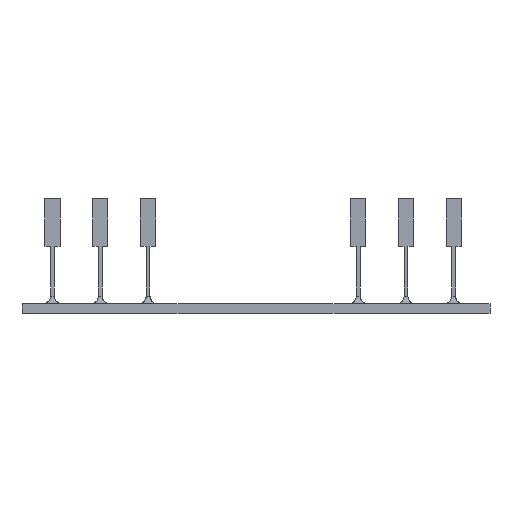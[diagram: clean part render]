
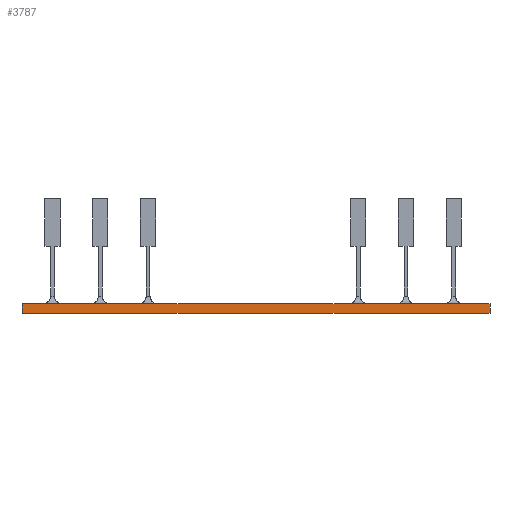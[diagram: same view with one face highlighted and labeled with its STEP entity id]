
A CAD part, front view. The second image highlights one B-rep face of the part: STEP entity #3787.
In plain terms, the highlighted planar face has unit normal (0, -1, 0).
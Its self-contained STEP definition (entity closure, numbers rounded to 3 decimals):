
#313=FACE_OUTER_BOUND('',#519,.T.);
#519=EDGE_LOOP('',(#3335,#3336,#3337,#3338));
#993=LINE('',#6077,#1473);
#1010=LINE('',#6111,#1490);
#1011=LINE('',#6113,#1491);
#1012=LINE('',#6114,#1492);
#1473=VECTOR('',#5009,10.);
#1490=VECTOR('',#5036,10.);
#1491=VECTOR('',#5039,10.);
#1492=VECTOR('',#5040,10.);
#1817=VERTEX_POINT('',#6074);
#1818=VERTEX_POINT('',#6076);
#1829=VERTEX_POINT('',#6107);
#1830=VERTEX_POINT('',#6109);
#2337=EDGE_CURVE('',#1817,#1818,#993,.T.);
#2354=EDGE_CURVE('',#1829,#1830,#1010,.T.);
#2355=EDGE_CURVE('',#1817,#1829,#1011,.T.);
#2356=EDGE_CURVE('',#1830,#1818,#1012,.T.);
#3335=ORIENTED_EDGE('',*,*,#2355,.T.);
#3336=ORIENTED_EDGE('',*,*,#2354,.T.);
#3337=ORIENTED_EDGE('',*,*,#2356,.T.);
#3338=ORIENTED_EDGE('',*,*,#2337,.F.);
#3581=PLANE('',#4055);
#3787=ADVANCED_FACE('',(#313),#3581,.T.);
#4055=AXIS2_PLACEMENT_3D('',#6112,#5037,#5038);
#5009=DIRECTION('',(0.,0.,1.));
#5036=DIRECTION('',(0.,0.,1.));
#5037=DIRECTION('center_axis',(0.,-1.,0.));
#5038=DIRECTION('ref_axis',(1.,0.,0.));
#5039=DIRECTION('',(1.,0.,0.));
#5040=DIRECTION('',(-1.,0.,0.));
#6074=CARTESIAN_POINT('',(-122.5,-160.,0.));
#6076=CARTESIAN_POINT('',(-122.5,-160.,5.));
#6077=CARTESIAN_POINT('',(-122.5,-160.,0.));
#6107=CARTESIAN_POINT('',(122.5,-160.,0.));
#6109=CARTESIAN_POINT('',(122.5,-160.,5.));
#6111=CARTESIAN_POINT('',(122.5,-160.,0.));
#6112=CARTESIAN_POINT('Origin',(0.,-160.,0.));
#6113=CARTESIAN_POINT('',(-122.5,-160.,0.));
#6114=CARTESIAN_POINT('',(-122.5,-160.,5.));
